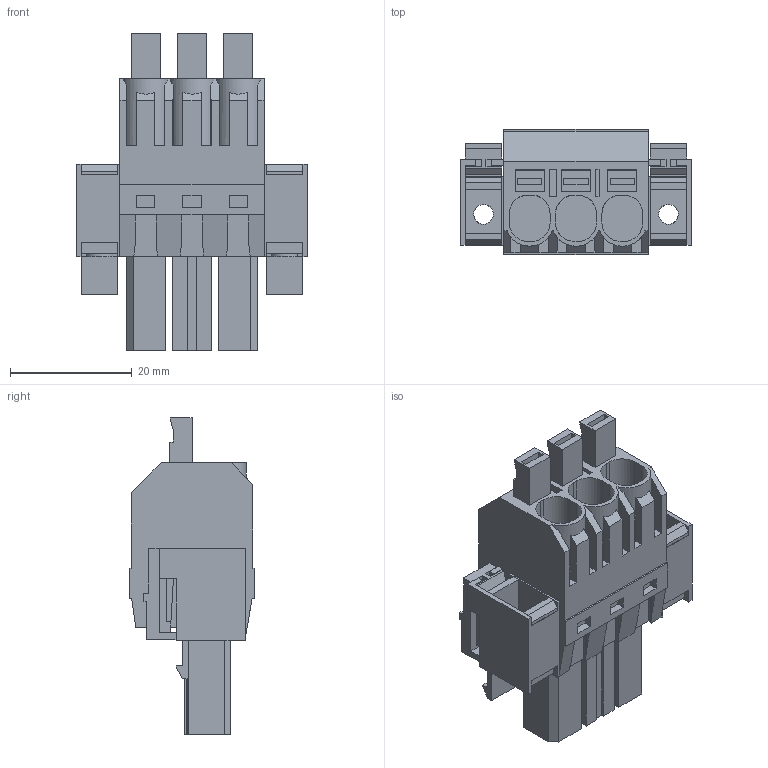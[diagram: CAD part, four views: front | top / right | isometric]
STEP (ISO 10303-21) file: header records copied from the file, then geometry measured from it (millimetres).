
FILE_DESCRIPTION(('CATIA V5 STEP','CAx-IF Rec.Pracs.--- Model Styling and Organization---1.4--- 2014-01-23'),'2;1');
FILE_NAME ('D1530217_2_2549340000_2549340000.stp','2024-03-18T12:33:16+00:00',('none'),('Weidmueller'),'CATIA Version 5-6 Release 2016 SP3 HF44','CATIA V5 STEP AP214','none');
FILE_SCHEMA(('AUTOMOTIVE_DESIGN { 1 0 10303 214 1 1 1 1 }'));
Length unit declared in the file: millimetre
Products named in the file (1): 2549340000
Bounding box: 38.1 x 20.6 x 52.11 mm (x, y, z)
Volume: 15695.7 mm3; surface area: 11184 mm2
Topology: 6 solids, 6 shells, 478 faces, 1332 edges, 887 vertices
Faces by surface type: plane 455, cylinder 23
Entity records: 14809 total; most frequent: CARTESIAN_POINT 2778, ORIENTED_EDGE 2664, DIRECTION 2073, EDGE_CURVE 1332, VECTOR 1274, LINE 1274, VERTEX_POINT 887, EDGE_LOOP 507
